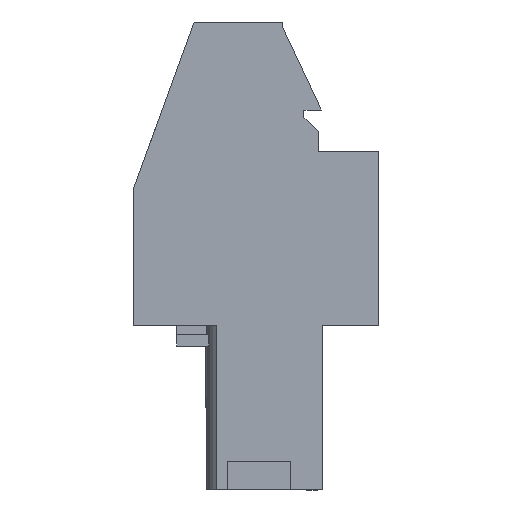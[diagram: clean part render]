
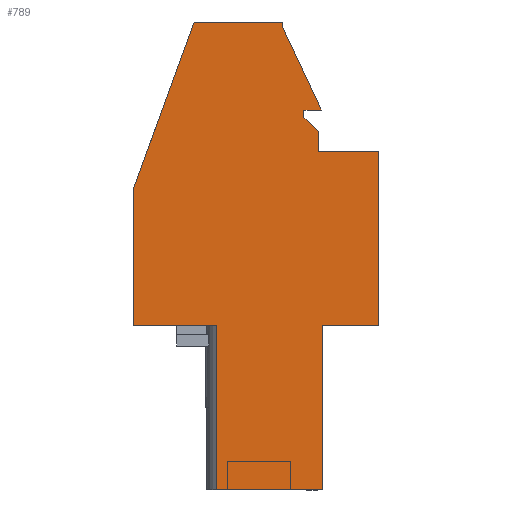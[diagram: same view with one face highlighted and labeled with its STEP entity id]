
A CAD part, left-side view. The second image highlights one B-rep face of the part: STEP entity #789.
In plain terms, the highlighted planar face has unit normal (-1, 0, 0).
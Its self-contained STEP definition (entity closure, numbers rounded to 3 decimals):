
#673=AXIS2_PLACEMENT_3D('Plane Axis2P3D',#670,#671,#672) ;
#49=CARTESIAN_POINT('Vertex',(0.,2.711,7.95)) ;
#52=CARTESIAN_POINT('Line Origine',(0.,2.711,3.975)) ;
#56=CARTESIAN_POINT('Vertex',(0.,2.711,0.)) ;
#107=CARTESIAN_POINT('Line Origine',(0.,1.356,7.95)) ;
#111=CARTESIAN_POINT('Vertex',(0.,0.,7.95)) ;
#670=CARTESIAN_POINT('Axis2P3D Location',(0.,12.132,0.)) ;
#675=CARTESIAN_POINT('Line Origine',(0.,5.261,0.)) ;
#679=CARTESIAN_POINT('Vertex',(0.,7.811,0.)) ;
#682=CARTESIAN_POINT('Line Origine',(0.,0.,12.15)) ;
#686=CARTESIAN_POINT('Vertex',(0.,0.,16.35)) ;
#689=CARTESIAN_POINT('Line Origine',(0.,1.45,16.35)) ;
#693=CARTESIAN_POINT('Vertex',(0.,2.9,16.35)) ;
#696=CARTESIAN_POINT('Line Origine',(0.,2.9,16.825)) ;
#700=CARTESIAN_POINT('Vertex',(0.,2.9,17.3)) ;
#703=CARTESIAN_POINT('Line Origine',(0.,3.25,17.65)) ;
#707=CARTESIAN_POINT('Vertex',(0.,3.6,18.)) ;
#710=CARTESIAN_POINT('Line Origine',(0.,3.6,18.175)) ;
#714=CARTESIAN_POINT('Vertex',(0.,3.6,18.35)) ;
#717=CARTESIAN_POINT('Line Origine',(0.,3.18,18.35)) ;
#721=CARTESIAN_POINT('Vertex',(0.,2.76,18.35)) ;
#724=CARTESIAN_POINT('Line Origine',(0.,3.704,20.375)) ;
#728=CARTESIAN_POINT('Vertex',(0.,4.649,22.4)) ;
#731=CARTESIAN_POINT('Line Origine',(0.,4.649,22.5)) ;
#735=CARTESIAN_POINT('Vertex',(0.,4.649,22.6)) ;
#738=CARTESIAN_POINT('Line Origine',(0.,6.778,22.6)) ;
#742=CARTESIAN_POINT('Vertex',(0.,8.908,22.6)) ;
#745=CARTESIAN_POINT('Line Origine',(0.,10.369,18.586)) ;
#749=CARTESIAN_POINT('Vertex',(0.,11.83,14.572)) ;
#752=CARTESIAN_POINT('Line Origine',(0.,11.83,11.261)) ;
#756=CARTESIAN_POINT('Vertex',(0.,11.83,7.95)) ;
#759=CARTESIAN_POINT('Line Origine',(0.,9.821,7.95)) ;
#763=CARTESIAN_POINT('Vertex',(0.,7.811,7.95)) ;
#766=CARTESIAN_POINT('Line Origine',(0.,7.811,3.975)) ;
#53=DIRECTION('Vector Direction',(0.,0.,1.)) ;
#108=DIRECTION('Vector Direction',(0.,1.,0.)) ;
#671=DIRECTION('Axis2P3D Direction',(-1.,0.,0.)) ;
#672=DIRECTION('Axis2P3D XDirection',(0.,-1.,0.)) ;
#676=DIRECTION('Vector Direction',(0.,1.,0.)) ;
#683=DIRECTION('Vector Direction',(0.,0.,1.)) ;
#690=DIRECTION('Vector Direction',(0.,1.,0.)) ;
#697=DIRECTION('Vector Direction',(0.,0.,1.)) ;
#704=DIRECTION('Vector Direction',(0.,0.707,0.707)) ;
#711=DIRECTION('Vector Direction',(0.,0.,1.)) ;
#718=DIRECTION('Vector Direction',(0.,-1.,0.)) ;
#725=DIRECTION('Vector Direction',(0.,0.423,0.906)) ;
#732=DIRECTION('Vector Direction',(0.,0.,1.)) ;
#739=DIRECTION('Vector Direction',(0.,1.,0.)) ;
#746=DIRECTION('Vector Direction',(0.,0.342,-0.94)) ;
#753=DIRECTION('Vector Direction',(0.,0.,1.)) ;
#760=DIRECTION('Vector Direction',(0.,-1.,0.)) ;
#767=DIRECTION('Vector Direction',(0.,0.,-1.)) ;
#54=VECTOR('Line Direction',#53,1.) ;
#109=VECTOR('Line Direction',#108,1.) ;
#677=VECTOR('Line Direction',#676,1.) ;
#684=VECTOR('Line Direction',#683,1.) ;
#691=VECTOR('Line Direction',#690,1.) ;
#698=VECTOR('Line Direction',#697,1.) ;
#705=VECTOR('Line Direction',#704,1.) ;
#712=VECTOR('Line Direction',#711,1.) ;
#719=VECTOR('Line Direction',#718,1.) ;
#726=VECTOR('Line Direction',#725,1.) ;
#733=VECTOR('Line Direction',#732,1.) ;
#740=VECTOR('Line Direction',#739,1.) ;
#747=VECTOR('Line Direction',#746,1.) ;
#754=VECTOR('Line Direction',#753,1.) ;
#761=VECTOR('Line Direction',#760,1.) ;
#768=VECTOR('Line Direction',#767,1.) ;
#772=ORIENTED_EDGE('',*,*,#681,.T.) ;
#773=ORIENTED_EDGE('',*,*,#58,.T.) ;
#774=ORIENTED_EDGE('',*,*,#113,.T.) ;
#775=ORIENTED_EDGE('',*,*,#688,.T.) ;
#776=ORIENTED_EDGE('',*,*,#695,.T.) ;
#777=ORIENTED_EDGE('',*,*,#702,.T.) ;
#778=ORIENTED_EDGE('',*,*,#709,.T.) ;
#779=ORIENTED_EDGE('',*,*,#716,.T.) ;
#780=ORIENTED_EDGE('',*,*,#723,.T.) ;
#781=ORIENTED_EDGE('',*,*,#730,.T.) ;
#782=ORIENTED_EDGE('',*,*,#737,.T.) ;
#783=ORIENTED_EDGE('',*,*,#744,.T.) ;
#784=ORIENTED_EDGE('',*,*,#751,.T.) ;
#785=ORIENTED_EDGE('',*,*,#758,.T.) ;
#786=ORIENTED_EDGE('',*,*,#765,.F.) ;
#787=ORIENTED_EDGE('',*,*,#770,.T.) ;
#789=ADVANCED_FACE('HOUSING',(#788),#674,.T.) ;
#58=EDGE_CURVE('',#57,#50,#55,.T.) ;
#113=EDGE_CURVE('',#50,#112,#110,.F.) ;
#681=EDGE_CURVE('',#680,#57,#678,.F.) ;
#688=EDGE_CURVE('',#112,#687,#685,.T.) ;
#695=EDGE_CURVE('',#687,#694,#692,.T.) ;
#702=EDGE_CURVE('',#694,#701,#699,.T.) ;
#709=EDGE_CURVE('',#701,#708,#706,.T.) ;
#716=EDGE_CURVE('',#708,#715,#713,.T.) ;
#723=EDGE_CURVE('',#715,#722,#720,.T.) ;
#730=EDGE_CURVE('',#722,#729,#727,.T.) ;
#737=EDGE_CURVE('',#729,#736,#734,.T.) ;
#744=EDGE_CURVE('',#736,#743,#741,.T.) ;
#751=EDGE_CURVE('',#743,#750,#748,.T.) ;
#758=EDGE_CURVE('',#750,#757,#755,.F.) ;
#765=EDGE_CURVE('',#764,#757,#762,.F.) ;
#770=EDGE_CURVE('',#764,#680,#769,.T.) ;
#771=EDGE_LOOP('',(#772,#773,#774,#775,#776,#777,#778,#779,#780,#781,#782,#783,#784,#785,#786,#787)) ;
#788=FACE_OUTER_BOUND('',#771,.T.) ;
#55=LINE('Line',#52,#54) ;
#110=LINE('Line',#107,#109) ;
#678=LINE('Line',#675,#677) ;
#685=LINE('Line',#682,#684) ;
#692=LINE('Line',#689,#691) ;
#699=LINE('Line',#696,#698) ;
#706=LINE('Line',#703,#705) ;
#713=LINE('Line',#710,#712) ;
#720=LINE('Line',#717,#719) ;
#727=LINE('Line',#724,#726) ;
#734=LINE('Line',#731,#733) ;
#741=LINE('Line',#738,#740) ;
#748=LINE('Line',#745,#747) ;
#755=LINE('Line',#752,#754) ;
#762=LINE('Line',#759,#761) ;
#769=LINE('Line',#766,#768) ;
#674=PLANE('',#673) ;
#50=VERTEX_POINT('',#49) ;
#57=VERTEX_POINT('',#56) ;
#112=VERTEX_POINT('',#111) ;
#680=VERTEX_POINT('',#679) ;
#687=VERTEX_POINT('',#686) ;
#694=VERTEX_POINT('',#693) ;
#701=VERTEX_POINT('',#700) ;
#708=VERTEX_POINT('',#707) ;
#715=VERTEX_POINT('',#714) ;
#722=VERTEX_POINT('',#721) ;
#729=VERTEX_POINT('',#728) ;
#736=VERTEX_POINT('',#735) ;
#743=VERTEX_POINT('',#742) ;
#750=VERTEX_POINT('',#749) ;
#757=VERTEX_POINT('',#756) ;
#764=VERTEX_POINT('',#763) ;
